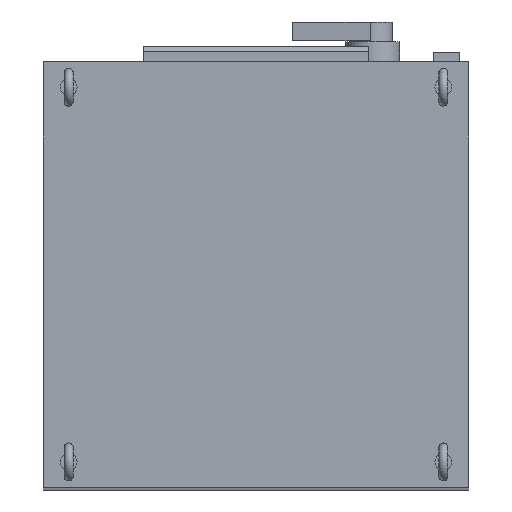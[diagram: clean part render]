
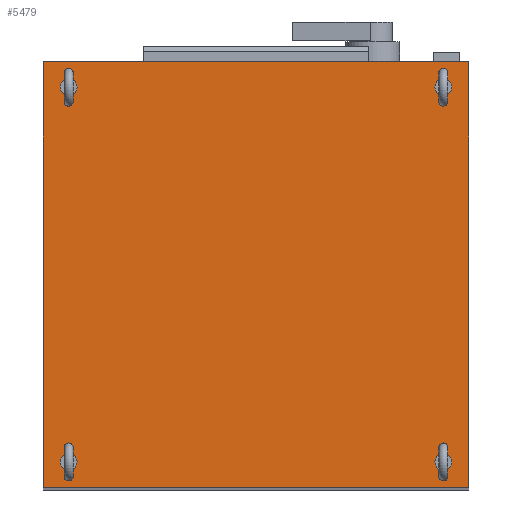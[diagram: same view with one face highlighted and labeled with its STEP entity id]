
A CAD part, top view. The second image highlights one B-rep face of the part: STEP entity #5479.
In plain terms, the highlighted planar face has unit normal (0, 0, 1).
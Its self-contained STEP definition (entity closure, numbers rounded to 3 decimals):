
#99=FACE_BOUND('',#773,.T.);
#100=FACE_BOUND('',#774,.T.);
#101=FACE_BOUND('',#775,.T.);
#102=FACE_BOUND('',#776,.T.);
#132=CIRCLE('',#5525,12.);
#138=CIRCLE('',#5535,12.);
#144=CIRCLE('',#5545,12.);
#150=CIRCLE('',#5555,12.);
#460=FACE_OUTER_BOUND('',#772,.T.);
#772=EDGE_LOOP('',(#4924,#4925,#4926,#4927));
#773=EDGE_LOOP('',(#4928));
#774=EDGE_LOOP('',(#4929));
#775=EDGE_LOOP('',(#4930));
#776=EDGE_LOOP('',(#4931));
#1444=LINE('',#9172,#2118);
#1447=LINE('',#9177,#2121);
#1449=LINE('',#9181,#2123);
#1451=LINE('',#9184,#2125);
#2118=VECTOR('',#7218,10.);
#2121=VECTOR('',#7223,10.);
#2123=VECTOR('',#7227,10.);
#2125=VECTOR('',#7231,10.);
#2144=VERTEX_POINT('',#7373);
#2151=VERTEX_POINT('',#7476);
#2158=VERTEX_POINT('',#7579);
#2165=VERTEX_POINT('',#7682);
#2634=VERTEX_POINT('',#9170);
#2635=VERTEX_POINT('',#9171);
#2636=VERTEX_POINT('',#9176);
#2637=VERTEX_POINT('',#9180);
#2665=EDGE_CURVE('',#2144,#2144,#132,.T.);
#2676=EDGE_CURVE('',#2151,#2151,#138,.T.);
#2687=EDGE_CURVE('',#2158,#2158,#144,.T.);
#2698=EDGE_CURVE('',#2165,#2165,#150,.T.);
#3400=EDGE_CURVE('',#2634,#2635,#1444,.T.);
#3403=EDGE_CURVE('',#2635,#2636,#1447,.T.);
#3405=EDGE_CURVE('',#2636,#2637,#1449,.T.);
#3407=EDGE_CURVE('',#2637,#2634,#1451,.T.);
#4924=ORIENTED_EDGE('',*,*,#3407,.T.);
#4925=ORIENTED_EDGE('',*,*,#3400,.T.);
#4926=ORIENTED_EDGE('',*,*,#3403,.T.);
#4927=ORIENTED_EDGE('',*,*,#3405,.T.);
#4928=ORIENTED_EDGE('',*,*,#2665,.T.);
#4929=ORIENTED_EDGE('',*,*,#2676,.T.);
#4930=ORIENTED_EDGE('',*,*,#2687,.T.);
#4931=ORIENTED_EDGE('',*,*,#2698,.T.);
#5195=PLANE('',#5854);
#5479=ADVANCED_FACE('',(#460,#99,#100,#101,#102),#5195,.T.);
#5525=AXIS2_PLACEMENT_3D('',#7375,#5913,#5914);
#5535=AXIS2_PLACEMENT_3D('',#7478,#5934,#5935);
#5545=AXIS2_PLACEMENT_3D('',#7581,#5955,#5956);
#5555=AXIS2_PLACEMENT_3D('',#7684,#5976,#5977);
#5854=AXIS2_PLACEMENT_3D('',#9185,#7232,#7233);
#5913=DIRECTION('center_axis',(0.,0.,-1.));
#5914=DIRECTION('ref_axis',(1.,0.,0.));
#5934=DIRECTION('center_axis',(0.,0.,-1.));
#5935=DIRECTION('ref_axis',(1.,0.,0.));
#5955=DIRECTION('center_axis',(0.,0.,-1.));
#5956=DIRECTION('ref_axis',(1.,0.,0.));
#5976=DIRECTION('center_axis',(0.,0.,-1.));
#5977=DIRECTION('ref_axis',(1.,0.,0.));
#7218=DIRECTION('',(-1.,0.,0.));
#7223=DIRECTION('',(0.,-1.,0.));
#7227=DIRECTION('',(1.,0.,0.));
#7231=DIRECTION('',(0.,1.,0.));
#7232=DIRECTION('center_axis',(0.,0.,1.));
#7233=DIRECTION('ref_axis',(1.,0.,0.));
#7373=CARTESIAN_POINT('',(-279.5,-267.5,0.));
#7375=CARTESIAN_POINT('Origin',(-267.5,-267.5,0.));
#7476=CARTESIAN_POINT('',(255.5,-267.5,0.));
#7478=CARTESIAN_POINT('Origin',(267.5,-267.5,0.));
#7579=CARTESIAN_POINT('',(-279.5,267.5,0.));
#7581=CARTESIAN_POINT('Origin',(-267.5,267.5,0.));
#7682=CARTESIAN_POINT('',(255.5,267.5,0.));
#7684=CARTESIAN_POINT('Origin',(267.5,267.5,0.));
#9170=CARTESIAN_POINT('',(304.,303.609,0.));
#9171=CARTESIAN_POINT('',(-304.,303.609,0.));
#9172=CARTESIAN_POINT('',(304.,303.609,0.));
#9176=CARTESIAN_POINT('',(-304.,-304.,0.));
#9177=CARTESIAN_POINT('',(-304.,303.609,0.));
#9180=CARTESIAN_POINT('',(304.,-304.,0.));
#9181=CARTESIAN_POINT('',(-304.,-304.,0.));
#9184=CARTESIAN_POINT('',(304.,-304.,0.));
#9185=CARTESIAN_POINT('Origin',(0.,-0.195,
0.));
